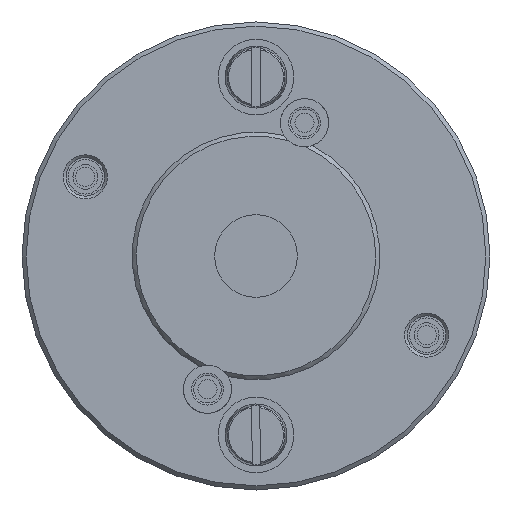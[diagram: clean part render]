
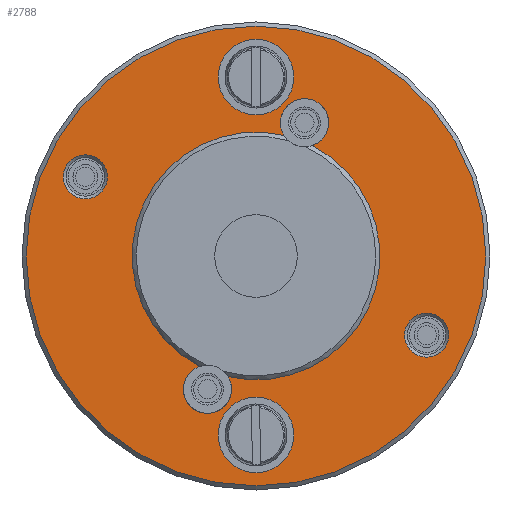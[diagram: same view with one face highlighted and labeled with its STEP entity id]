
A CAD part, left-side view. The second image highlights one B-rep face of the part: STEP entity #2788.
In plain terms, the highlighted planar face has unit normal (-1, 0, 0).
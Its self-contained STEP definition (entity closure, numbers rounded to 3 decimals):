
#61 = EDGE_LOOP ( 'NONE', ( #884 ) ) ;
#126 = AXIS2_PLACEMENT_3D ( 'NONE', #1073, #1079, #1078 ) ;
#189 = EDGE_CURVE ( 'Defeature ausgef�hrt1_3+Defeature ausgef�hrt1_5+Defeature ausgef�hrt1_53+Defeature ausgef�hrt1_62', #2048, #1551, #2509, .T. ) ;
#257 = CARTESIAN_POINT ( 'NONE',  ( -8.9, -4.083, 8.021 ) ) ;
#261 = AXIS2_PLACEMENT_3D ( 'NONE', #2794, #2795, #2786 ) ;
#298 = ORIENTED_EDGE ( 'NONE', *, *, #2154, .F. ) ;
#357 = DIRECTION ( 'NONE',  ( 0., 0., -1. ) ) ;
#359 = DIRECTION ( 'NONE',  ( -1., 0., 0. ) ) ;
#360 = CARTESIAN_POINT ( 'NONE',  ( -8.9, 0., 0. ) ) ;
#366 = DIRECTION ( 'NONE',  ( 0., 0., -1. ) ) ;
#369 = DIRECTION ( 'NONE',  ( -1., 0., 0. ) ) ;
#447 = DIRECTION ( 'NONE',  ( 0., 0., -1. ) ) ;
#451 = DIRECTION ( 'NONE',  ( 1., 0., 0. ) ) ;
#458 = CARTESIAN_POINT ( 'NONE',  ( -8.9, -12.4, -5.75 ) ) ;
#475 = CARTESIAN_POINT ( 'NONE',  ( -8.9, -2.028, 8.768 ) ) ;
#496 = AXIS2_PLACEMENT_3D ( 'NONE', #1098, #1095, #1088 ) ;
#525 = CARTESIAN_POINT ( 'NONE',  ( -8.9, 3.523, -9.679 ) ) ;
#648 = VERTEX_POINT ( 'NONE', #2678 ) ;
#693 = CIRCLE ( 'NONE', #126, 16.7 ) ;
#701 = EDGE_CURVE ( 'NONE', #1753, #1753, #1857, .T. ) ;
#711 = CARTESIAN_POINT ( 'NONE',  ( -8.9, 0., -13. ) ) ;
#816 = CIRCLE ( 'NONE', #1913, 2.75 ) ;
#866 = EDGE_LOOP ( 'NONE', ( #2732 ) ) ;
#884 = ORIENTED_EDGE ( 'NONE', *, *, #2488, .F. ) ;
#1073 = CARTESIAN_POINT ( 'NONE',  ( -8.9, 0., 0. ) ) ;
#1078 = DIRECTION ( 'NONE',  ( 0., 0., -1. ) ) ;
#1079 = DIRECTION ( 'NONE',  ( -1., 0., 0. ) ) ;
#1088 = DIRECTION ( 'NONE',  ( 0., 0., -1. ) ) ;
#1095 = DIRECTION ( 'NONE',  ( -1., 0., 0. ) ) ;
#1098 = CARTESIAN_POINT ( 'NONE',  ( -8.9, 0., 0. ) ) ;
#1127 = DIRECTION ( 'NONE',  ( 0., 0., -1. ) ) ;
#1128 = DIRECTION ( 'NONE',  ( -1., 0., 0. ) ) ;
#1135 = EDGE_CURVE ( 'NONE', #1977, #1977, #693, .T. ) ;
#1203 = DIRECTION ( 'NONE',  ( 0., 0., -1. ) ) ;
#1218 = DIRECTION ( 'NONE',  ( -1., 0., 0. ) ) ;
#1222 = CARTESIAN_POINT ( 'NONE',  ( -8.9, 0., 0. ) ) ;
#1235 = PLANE ( 'NONE',  #2351 ) ;
#1239 = FACE_BOUND ( 'NONE', #61, .T. ) ;
#1250 = FACE_BOUND ( 'NONE', #2932, .T. ) ;
#1254 = FACE_OUTER_BOUND ( 'NONE', #866, .T. ) ;
#1266 = FACE_BOUND ( 'NONE', #2237, .T. ) ;
#1269 = FACE_BOUND ( 'NONE', #2850, .T. ) ;
#1281 = FACE_BOUND ( 'NONE', #1435, .T. ) ;
#1317 = CIRCLE ( 'NONE', #1505, 1.75 ) ;
#1375 = EDGE_CURVE ( 'NONE', #1991, #1991, #2617, .T. ) ;
#1435 = EDGE_LOOP ( 'NONE', ( #2533 ) ) ;
#1491 = ORIENTED_EDGE ( 'NONE', *, *, #1375, .F. ) ;
#1505 = AXIS2_PLACEMENT_3D ( 'NONE', #2058, #1975, #1739 ) ;
#1551 = VERTEX_POINT ( 'NONE', #1600 ) ;
#1600 = CARTESIAN_POINT ( 'NONE',  ( -8.9, 4.083, -8.021 ) ) ;
#1739 = DIRECTION ( 'NONE',  ( 0., 0., -1. ) ) ;
#1751 = CARTESIAN_POINT ( 'NONE',  ( -8.9, 12.4, 4.15 ) ) ;
#1753 = VERTEX_POINT ( 'NONE', #1751 ) ;
#1793 = CIRCLE ( 'NONE', #1890, 9. ) ;
#1807 = AXIS2_PLACEMENT_3D ( 'NONE', #458, #451, #447 ) ;
#1822 = CIRCLE ( 'NONE', #1807, 1.6 ) ;
#1823 = DIRECTION ( 'NONE',  ( 0., 0., 1. ) ) ;
#1840 = CARTESIAN_POINT ( 'NONE',  ( -8.9, 0., 13. ) ) ;
#1857 = CIRCLE ( 'NONE', #261, 1.6 ) ;
#1859 = AXIS2_PLACEMENT_3D ( 'NONE', #525, #369, #366 ) ;
#1861 = DIRECTION ( 'NONE',  ( -1., 0., 0. ) ) ;
#1864 = CIRCLE ( 'NONE', #1859, 1.75 ) ;
#1890 = AXIS2_PLACEMENT_3D ( 'NONE', #360, #359, #357 ) ;
#1913 = AXIS2_PLACEMENT_3D ( 'NONE', #711, #1128, #1127 ) ;
#1960 = CARTESIAN_POINT ( 'NONE',  ( -8.9, 0., -16.7 ) ) ;
#1975 = DIRECTION ( 'NONE',  ( -1., 0., 0. ) ) ;
#1977 = VERTEX_POINT ( 'NONE', #1960 ) ;
#1991 = VERTEX_POINT ( 'NONE', #2305 ) ;
#2021 = ORIENTED_EDGE ( 'NONE', *, *, #2419, .F. ) ;
#2048 = VERTEX_POINT ( 'NONE', #475 ) ;
#2058 = CARTESIAN_POINT ( 'NONE',  ( -8.9, -3.523, 9.679 ) ) ;
#2085 = EDGE_CURVE ( 'NONE', #2285, #2285, #1822, .T. ) ;
#2133 = EDGE_CURVE ( 'Defeature ausgef�hrt1_4+Defeature ausgef�hrt1_5+Defeature ausgef�hrt1_62+Defeature ausgef�hrt1_53', #648, #2845, #1793, .T. ) ;
#2154 = EDGE_CURVE ( 'Defeature ausgef�hrt1_62+Defeature ausgef�hrt1_5+Defeature ausgef�hrt1_3+Defeature ausgef�hrt1_4', #1551, #648, #1864, .T. ) ;
#2217 = ORIENTED_EDGE ( 'NONE', *, *, #2133, .F. ) ;
#2226 = VERTEX_POINT ( 'NONE', #2244 ) ;
#2237 = EDGE_LOOP ( 'NONE', ( #2217, #298, #2824, #2021 ) ) ;
#2244 = CARTESIAN_POINT ( 'NONE',  ( -8.9, 0., -15.75 ) ) ;
#2261 = CARTESIAN_POINT ( 'NONE',  ( -8.9, -12.4, -7.35 ) ) ;
#2285 = VERTEX_POINT ( 'NONE', #2261 ) ;
#2305 = CARTESIAN_POINT ( 'NONE',  ( -8.9, 0., 15.75 ) ) ;
#2312 = AXIS2_PLACEMENT_3D ( 'NONE', #1840, #1861, #1823 ) ;
#2351 = AXIS2_PLACEMENT_3D ( 'NONE', #1222, #1218, #1203 ) ;
#2419 = EDGE_CURVE ( 'Defeature ausgef�hrt1_53+Defeature ausgef�hrt1_5+Defeature ausgef�hrt1_4+Defeature ausgef�hrt1_3', #2845, #2048, #1317, .T. ) ;
#2488 = EDGE_CURVE ( 'NONE', #2226, #2226, #816, .T. ) ;
#2509 = CIRCLE ( 'NONE', #496, 9. ) ;
#2533 = ORIENTED_EDGE ( 'NONE', *, *, #701, .T. ) ;
#2617 = CIRCLE ( 'NONE', #2312, 2.75 ) ;
#2678 = CARTESIAN_POINT ( 'NONE',  ( -8.9, 2.028, -8.768 ) ) ;
#2732 = ORIENTED_EDGE ( 'NONE', *, *, #1135, .T. ) ;
#2786 = DIRECTION ( 'NONE',  ( 0., 0., -1. ) ) ;
#2788 = ADVANCED_FACE ( 'Defeature ausgef�hrt1_5', ( #1281, #1269, #1266, #1254, #1250, #1239 ), #1235, .T. ) ;
#2794 = CARTESIAN_POINT ( 'NONE',  ( -8.9, 12.4, 5.75 ) ) ;
#2795 = DIRECTION ( 'NONE',  ( 1., 0., 0. ) ) ;
#2824 = ORIENTED_EDGE ( 'NONE', *, *, #189, .F. ) ;
#2845 = VERTEX_POINT ( 'NONE', #257 ) ;
#2850 = EDGE_LOOP ( 'NONE', ( #2891 ) ) ;
#2891 = ORIENTED_EDGE ( 'NONE', *, *, #2085, .T. ) ;
#2932 = EDGE_LOOP ( 'NONE', ( #1491 ) ) ;
